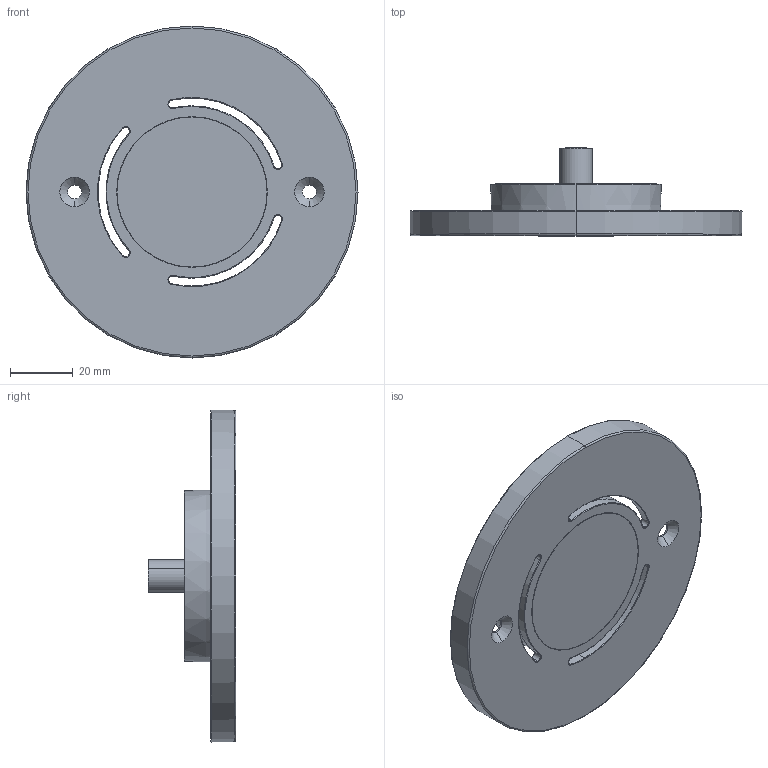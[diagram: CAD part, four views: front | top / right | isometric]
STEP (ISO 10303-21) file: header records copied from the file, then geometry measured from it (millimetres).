
FILE_DESCRIPTION (( 'STEP AP214' ), '1' );
FILE_NAME ('lamp subaqua XS.STEP', '2023-11-03T07:39:53', ( '' ), ( '' ), 'SwSTEP 2.0', 'SolidWorks 2021', '' );
FILE_SCHEMA (( 'AUTOMOTIVE_DESIGN' ));
Length unit declared in the file: millimetre
Products named in the file (8): Part3^Assem3; rubber v4; body v4; lamp subaqua XS; satine; printplaat en wartel; perswartel kabel 8.7 mm-kort_Perswartel 6mm; satine ring
Assembly tree (7 placements, depth 3):
  lamp subaqua XS
    body v4
    satine
    rubber v4
    printplaat en wartel
      perswartel kabel 8.7 mm-kort_Perswartel 6mm
    satine ring
    Part3^Assem3
Bounding box: 105.99 x 28 x 105.99 mm (x, y, z)
Volume: 53070.6 mm3; surface area: 40400 mm2
Topology: 7 solids, 7 shells, 175 faces, 399 edges, 246 vertices
Faces by surface type: cylinder 70, cone 37, plane 34, torus 31, bspline 3
Entity records: 6943 total; most frequent: CARTESIAN_POINT 1527, DIRECTION 983, ORIENTED_EDGE 798, AXIS2_PLACEMENT_3D 431, EDGE_CURVE 399, CIRCLE 248, VERTEX_POINT 246, EDGE_LOOP 203
